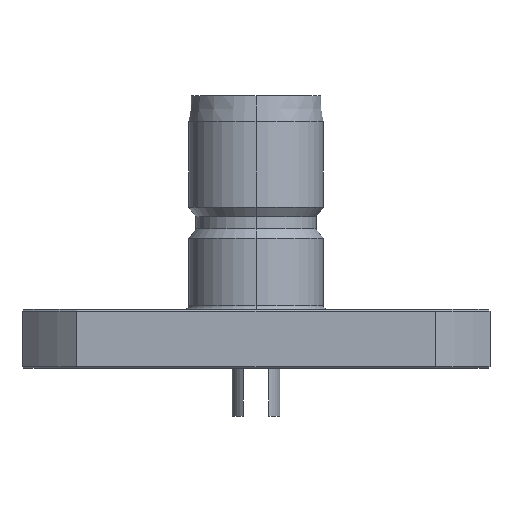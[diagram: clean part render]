
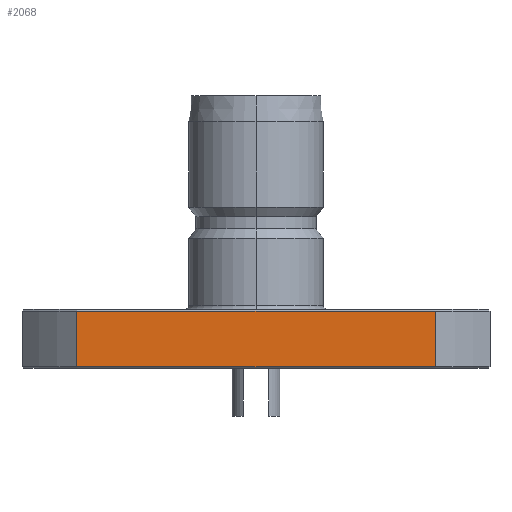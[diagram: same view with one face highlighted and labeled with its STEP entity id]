
A CAD part, left-side view. The second image highlights one B-rep face of the part: STEP entity #2068.
In plain terms, the highlighted planar face has unit normal (-1, 0, 0).
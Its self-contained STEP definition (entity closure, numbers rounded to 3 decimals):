
#6 = DIRECTION ( 'NONE',  ( 0., 1., 0. ) ) ;
#83 = CARTESIAN_POINT ( 'NONE',  ( -31.874, 16.221, 3.383 ) ) ;
#152 = LINE ( 'NONE', #2460, #764 ) ;
#166 = DIRECTION ( 'NONE',  ( 0., 0., -1. ) ) ;
#175 = CARTESIAN_POINT ( 'NONE',  ( -31.874, 27.437, 11.833 ) ) ;
#210 = VERTEX_POINT ( 'NONE', #1887 ) ;
#311 = VERTEX_POINT ( 'NONE', #1419 ) ;
#322 = ORIENTED_EDGE ( 'NONE', *, *, #684, .F. ) ;
#544 = ORIENTED_EDGE ( 'NONE', *, *, #1636, .F. ) ;
#684 = EDGE_CURVE ( 'NONE', #909, #311, #693, .T. ) ;
#693 = LINE ( 'NONE', #1613, #997 ) ;
#764 = VECTOR ( 'NONE', #166, 1000. ) ;
#811 = ORIENTED_EDGE ( 'NONE', *, *, #1423, .T. ) ;
#870 = ORIENTED_EDGE ( 'NONE', *, *, #1548, .T. ) ;
#909 = VERTEX_POINT ( 'NONE', #2161 ) ;
#927 = VECTOR ( 'NONE', #6, 1000. ) ;
#951 = DIRECTION ( 'NONE',  ( 1., 0., 0. ) ) ;
#973 = AXIS2_PLACEMENT_3D ( 'NONE', #175, #951, #2467 ) ;
#997 = VECTOR ( 'NONE', #2378, 1000. ) ;
#1015 = CARTESIAN_POINT ( 'NONE',  ( -31.874, 27.437, 1.883 ) ) ;
#1136 = FACE_OUTER_BOUND ( 'NONE', #1494, .T. ) ;
#1419 = CARTESIAN_POINT ( 'NONE',  ( -31.874, 25.953, 3.383 ) ) ;
#1423 = EDGE_CURVE ( 'NONE', #1428, #311, #2341, .T. ) ;
#1428 = VERTEX_POINT ( 'NONE', #83 ) ;
#1494 = EDGE_LOOP ( 'NONE', ( #322, #870, #544, #811 ) ) ;
#1548 = EDGE_CURVE ( 'NONE', #909, #210, #2024, .T. ) ;
#1613 = CARTESIAN_POINT ( 'NONE',  ( -31.874, 25.953, 1.833 ) ) ;
#1636 = EDGE_CURVE ( 'NONE', #1428, #210, #152, .T. ) ;
#1638 = VECTOR ( 'NONE', #1772, 1000. ) ;
#1728 = CARTESIAN_POINT ( 'NONE',  ( -31.874, 27.437, 3.383 ) ) ;
#1772 = DIRECTION ( 'NONE',  ( 0., -1., 0. ) ) ;
#1887 = CARTESIAN_POINT ( 'NONE',  ( -31.874, 16.221, 1.883 ) ) ;
#1899 = PLANE ( 'NONE',  #973 ) ;
#2024 = LINE ( 'NONE', #1015, #1638 ) ;
#2068 = ADVANCED_FACE ( 'NONE', ( #1136 ), #1899, .F. ) ;
#2161 = CARTESIAN_POINT ( 'NONE',  ( -31.874, 25.953, 1.883 ) ) ;
#2341 = LINE ( 'NONE', #1728, #927 ) ;
#2378 = DIRECTION ( 'NONE',  ( 0., 0., 1. ) ) ;
#2460 = CARTESIAN_POINT ( 'NONE',  ( -31.874, 16.221, 1.833 ) ) ;
#2467 = DIRECTION ( 'NONE',  ( 0., 1., 0. ) ) ;
